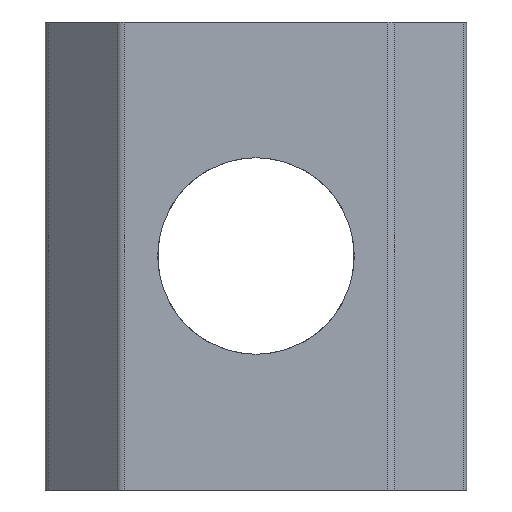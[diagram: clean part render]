
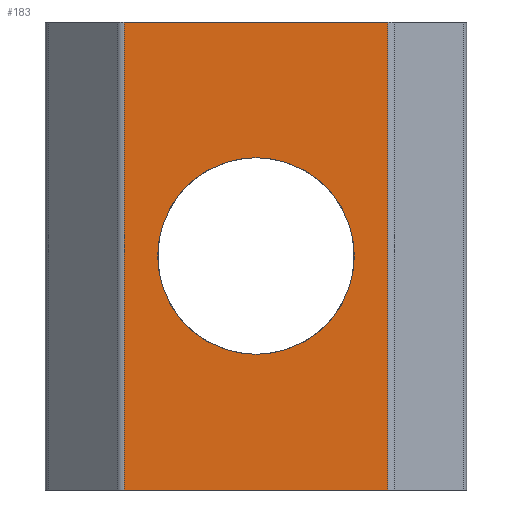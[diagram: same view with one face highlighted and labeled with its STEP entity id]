
A CAD part, front view. The second image highlights one B-rep face of the part: STEP entity #183.
In plain terms, the highlighted planar face has unit normal (0, -1, 0).
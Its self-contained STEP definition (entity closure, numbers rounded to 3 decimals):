
#9 = CARTESIAN_POINT ( 'NONE',  ( -2.9, 0., 5. ) ) ;
#27 = CARTESIAN_POINT ( 'NONE',  ( -2.817, 0., -5. ) ) ;
#55 = EDGE_CURVE ( 'NONE', #524, #619, #176, .T. ) ;
#75 = LINE ( 'NONE', #9, #475 ) ;
#79 = DIRECTION ( 'NONE',  ( 1., 0., 0. ) ) ;
#80 = CARTESIAN_POINT ( 'NONE',  ( -2.9, 0., 5. ) ) ;
#97 = CARTESIAN_POINT ( 'NONE',  ( 0., 0., -2.1 ) ) ;
#125 = ORIENTED_EDGE ( 'NONE', *, *, #536, .T. ) ;
#134 = DIRECTION ( 'NONE',  ( 0., 0., -1. ) ) ;
#140 = CARTESIAN_POINT ( 'NONE',  ( 0., 0., 0. ) ) ;
#145 = FACE_BOUND ( 'NONE', #592, .T. ) ;
#154 = FACE_OUTER_BOUND ( 'NONE', #255, .T. ) ;
#176 = CIRCLE ( 'NONE', #491, 2.1 ) ;
#181 = EDGE_CURVE ( 'NONE', #715, #566, #75, .T. ) ;
#183 = ADVANCED_FACE ( 'NONE', ( #145, #154 ), #464, .F. ) ;
#208 = ORIENTED_EDGE ( 'NONE', *, *, #181, .F. ) ;
#225 = VERTEX_POINT ( 'NONE', #27 ) ;
#238 = LINE ( 'NONE', #629, #269 ) ;
#241 = ORIENTED_EDGE ( 'NONE', *, *, #55, .T. ) ;
#255 = EDGE_LOOP ( 'NONE', ( #125, #754, #208, #542 ) ) ;
#269 = VECTOR ( 'NONE', #134, 1000. ) ;
#291 = LINE ( 'NONE', #528, #871 ) ;
#300 = CARTESIAN_POINT ( 'NONE',  ( 0., 0., 0. ) ) ;
#319 = DIRECTION ( 'NONE',  ( 0., 1., 0. ) ) ;
#323 = DIRECTION ( 'NONE',  ( 0., 0., 1. ) ) ;
#388 = DIRECTION ( 'NONE',  ( 0., 1., 0. ) ) ;
#446 = AXIS2_PLACEMENT_3D ( 'NONE', #80, #388, #323 ) ;
#458 = DIRECTION ( 'NONE',  ( 0., 1., 0. ) ) ;
#464 = PLANE ( 'NONE',  #446 ) ;
#475 = VECTOR ( 'NONE', #878, 1000. ) ;
#491 = AXIS2_PLACEMENT_3D ( 'NONE', #300, #319, #801 ) ;
#524 = VERTEX_POINT ( 'NONE', #696 ) ;
#528 = CARTESIAN_POINT ( 'NONE',  ( 2.817, 0., 5. ) ) ;
#532 = VERTEX_POINT ( 'NONE', #534 ) ;
#534 = CARTESIAN_POINT ( 'NONE',  ( 2.817, 0., -5. ) ) ;
#536 = EDGE_CURVE ( 'NONE', #225, #532, #707, .T. ) ;
#542 = ORIENTED_EDGE ( 'NONE', *, *, #948, .T. ) ;
#561 = AXIS2_PLACEMENT_3D ( 'NONE', #140, #458, #781 ) ;
#566 = VERTEX_POINT ( 'NONE', #936 ) ;
#582 = EDGE_CURVE ( 'NONE', #619, #524, #1019, .T. ) ;
#592 = EDGE_LOOP ( 'NONE', ( #937, #241 ) ) ;
#619 = VERTEX_POINT ( 'NONE', #97 ) ;
#629 = CARTESIAN_POINT ( 'NONE',  ( -2.817, 0., 5. ) ) ;
#696 = CARTESIAN_POINT ( 'NONE',  ( 0., 0., 2.1 ) ) ;
#707 = LINE ( 'NONE', #797, #888 ) ;
#715 = VERTEX_POINT ( 'NONE', #912 ) ;
#754 = ORIENTED_EDGE ( 'NONE', *, *, #808, .T. ) ;
#764 = DIRECTION ( 'NONE',  ( 0., 0., 1. ) ) ;
#781 = DIRECTION ( 'NONE',  ( 0., 0., 1. ) ) ;
#797 = CARTESIAN_POINT ( 'NONE',  ( -2.9, 0., -5. ) ) ;
#801 = DIRECTION ( 'NONE',  ( 0., 0., 1. ) ) ;
#808 = EDGE_CURVE ( 'NONE', #532, #566, #291, .T. ) ;
#871 = VECTOR ( 'NONE', #764, 1000. ) ;
#878 = DIRECTION ( 'NONE',  ( 1., 0., 0. ) ) ;
#888 = VECTOR ( 'NONE', #79, 1000. ) ;
#912 = CARTESIAN_POINT ( 'NONE',  ( -2.817, 0., 5. ) ) ;
#936 = CARTESIAN_POINT ( 'NONE',  ( 2.817, 0., 5. ) ) ;
#937 = ORIENTED_EDGE ( 'NONE', *, *, #582, .T. ) ;
#948 = EDGE_CURVE ( 'NONE', #715, #225, #238, .T. ) ;
#1019 = CIRCLE ( 'NONE', #561, 2.1 ) ;
